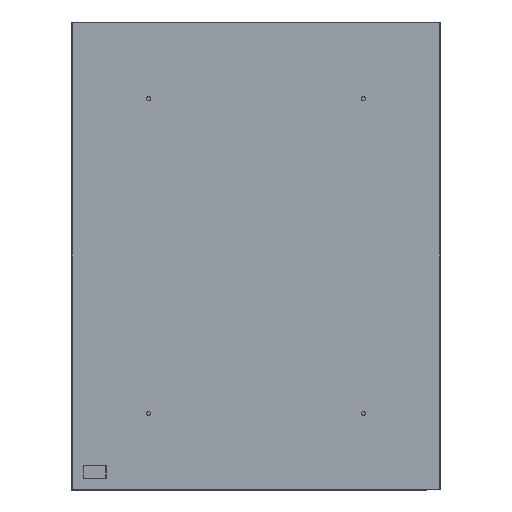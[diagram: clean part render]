
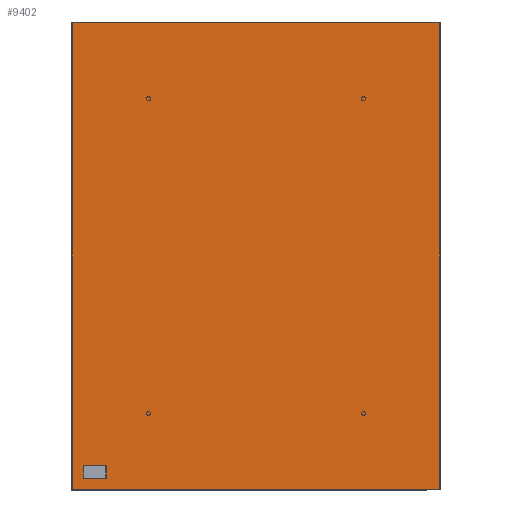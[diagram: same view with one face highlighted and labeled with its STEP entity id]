
A CAD part, left-side view. The second image highlights one B-rep face of the part: STEP entity #9402.
In plain terms, the highlighted planar face has unit normal (-1, 0, 0).
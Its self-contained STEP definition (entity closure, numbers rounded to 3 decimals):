
#9041=CARTESIAN_POINT('',(5718.315,4007.736,608.7));
#9042=VERTEX_POINT('',#9041);
#9043=CARTESIAN_POINT('',(5718.315,3529.999,608.7));
#9044=VERTEX_POINT('',#9043);
#9045=CARTESIAN_POINT('',(5718.315,4007.736,608.7));
#9046=DIRECTION('',(0.0,-1.0,0.0));
#9047=VECTOR('',#9046,477.737);
#9048=LINE('',#9045,#9047);
#9049=EDGE_CURVE('',#9042,#9044,#9048,.T.);
#9081=CARTESIAN_POINT('',(5718.315,3529.667,608.369));
#9082=VERTEX_POINT('',#9081);
#9083=CARTESIAN_POINT('',(5718.315,3529.999,608.7));
#9084=DIRECTION('',(0.0,-0.707,-0.707));
#9085=VECTOR('',#9084,0.469);
#9086=LINE('',#9083,#9085);
#9087=EDGE_CURVE('',#9044,#9082,#9086,.T.);
#9112=CARTESIAN_POINT('',(5718.315,3529.667,1.131));
#9113=VERTEX_POINT('',#9112);
#9114=CARTESIAN_POINT('',(5718.315,3529.667,608.369));
#9115=DIRECTION('',(0.0,0.0,-1.0));
#9116=VECTOR('',#9115,607.237);
#9117=LINE('',#9114,#9116);
#9118=EDGE_CURVE('',#9082,#9113,#9117,.T.);
#9152=CARTESIAN_POINT('',(5718.315,3529.999,0.8));
#9153=VERTEX_POINT('',#9152);
#9154=CARTESIAN_POINT('',(5718.315,3529.667,1.131));
#9155=DIRECTION('',(0.0,0.707,-0.707));
#9156=VECTOR('',#9155,0.469);
#9157=LINE('',#9154,#9156);
#9158=EDGE_CURVE('',#9113,#9153,#9157,.T.);
#9183=CARTESIAN_POINT('',(5718.315,4007.736,0.8));
#9184=VERTEX_POINT('',#9183);
#9185=CARTESIAN_POINT('',(5718.315,3529.999,0.8));
#9186=DIRECTION('',(0.0,1.0,0.0));
#9187=VECTOR('',#9186,477.737);
#9188=LINE('',#9185,#9187);
#9189=EDGE_CURVE('',#9153,#9184,#9188,.T.);
#9214=CARTESIAN_POINT('',(5718.315,4008.067,1.131));
#9215=VERTEX_POINT('',#9214);
#9216=CARTESIAN_POINT('',(5718.315,4007.736,0.8));
#9217=DIRECTION('',(0.0,0.707,0.707));
#9218=VECTOR('',#9217,0.469);
#9219=LINE('',#9216,#9218);
#9220=EDGE_CURVE('',#9184,#9215,#9219,.T.);
#9245=CARTESIAN_POINT('',(5718.315,4008.067,608.369));
#9246=VERTEX_POINT('',#9245);
#9247=CARTESIAN_POINT('',(5718.315,4008.067,1.131));
#9248=DIRECTION('',(0.0,0.0,1.0));
#9249=VECTOR('',#9248,607.237);
#9250=LINE('',#9247,#9249);
#9251=EDGE_CURVE('',#9215,#9246,#9250,.T.);
#9274=CARTESIAN_POINT('',(5718.315,4008.067,608.369));
#9275=DIRECTION('',(0.0,-0.707,0.707));
#9276=VECTOR('',#9275,0.469);
#9277=LINE('',#9274,#9276);
#9278=EDGE_CURVE('',#9246,#9042,#9277,.T.);
#9387=CARTESIAN_POINT('',(5718.315,3768.867,0.799));
#9388=DIRECTION('',(-1.0,0.0,0.0));
#9389=DIRECTION('',(0.0,0.0,1.0));
#9390=AXIS2_PLACEMENT_3D('',#9387,#9388,#9389);
#9391=PLANE('',#9390);
#9392=ORIENTED_EDGE('',*,*,#9049,.F.);
#9393=ORIENTED_EDGE('',*,*,#9278,.F.);
#9394=ORIENTED_EDGE('',*,*,#9251,.F.);
#9395=ORIENTED_EDGE('',*,*,#9220,.F.);
#9396=ORIENTED_EDGE('',*,*,#9189,.F.);
#9397=ORIENTED_EDGE('',*,*,#9158,.F.);
#9398=ORIENTED_EDGE('',*,*,#9118,.F.);
#9399=ORIENTED_EDGE('',*,*,#9087,.F.);
#9400=EDGE_LOOP('',(#9392,#9393,#9394,#9395,#9396,#9397,#9398,#9399));
#9401=FACE_OUTER_BOUND('',#9400,.T.);
#9402=ADVANCED_FACE('',(#9401),#9391,.T.);
